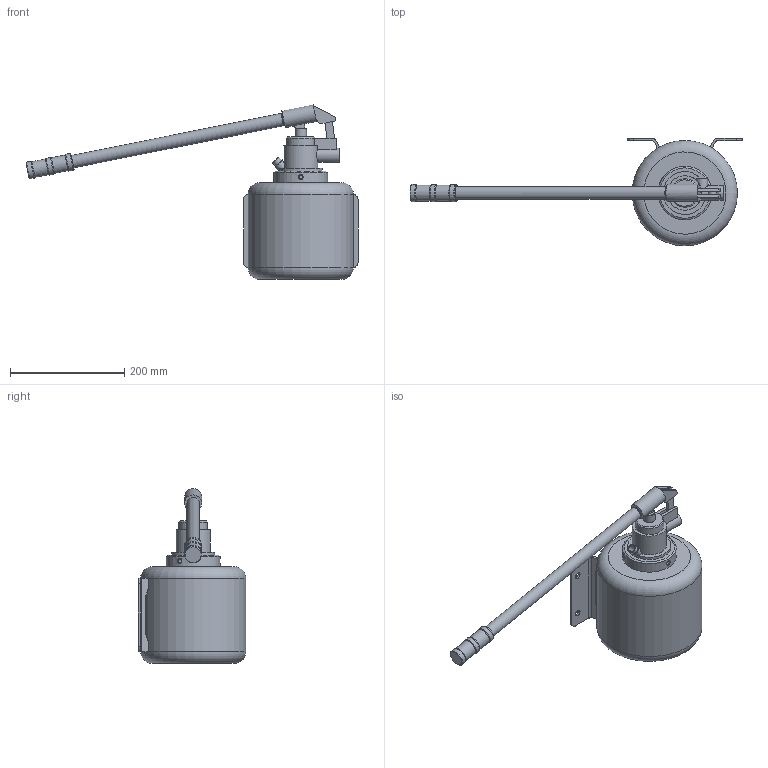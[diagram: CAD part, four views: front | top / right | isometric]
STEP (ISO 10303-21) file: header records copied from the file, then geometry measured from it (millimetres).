
FILE_DESCRIPTION((''),'2;1');
FILE_NAME('02-Chapel-0005.stp','2014-01-03T08:32:41',('Boekels'),(''),'Autodesk Inventor 2013','Autodesk Inventor 2013','');
FILE_SCHEMA(('AUTOMOTIVE_DESIGN { 1 0 10303 214 1 1 1 1 }'));
Length unit declared in the file: millimetre
Products named in the file (4): 02-Chapel-0005 - Z.-Handpumpe; Chapel - RP4 - Tank; Chapel - P20S - Pumpe einfachwirkend; Chapel - LEV / PM - Hebel
Assembly tree (3 placements, depth 2):
  02-Chapel-0005 - Z.-Handpumpe
    Chapel - RP4 - Tank
    Chapel - P20S - Pumpe einfachwirkend
    Chapel - LEV / PM - Hebel
Bounding box: 580.55 x 188 x 305.43 mm (x, y, z)
Volume: 798729.7 mm3; surface area: 431702.2 mm2
Topology: 5 solids, 5 shells, 156 faces, 395 edges, 251 vertices
Faces by surface type: plane 73, cylinder 52, cone 20, torus 11
Full cylindrical faces by diameter (mm): 6.647 x3, 11 x4, 12 x1, 14.95 x1, 15 x2, 18 x1, 20 x5, 22 x1, 25 x1, 28 x2, 30 x4, 60 x1, 70 x2, 86 x1, 94 x1, 180 x1, 184 x1
Entity records: 4775 total; most frequent: CARTESIAN_POINT 1175, DIRECTION 743, ORIENTED_EDGE 628, EDGE_CURVE 314, AXIS2_PLACEMENT_3D 304, EDGE_LOOP 236, VERTEX_POINT 225, FACE_OUTER_BOUND 156
